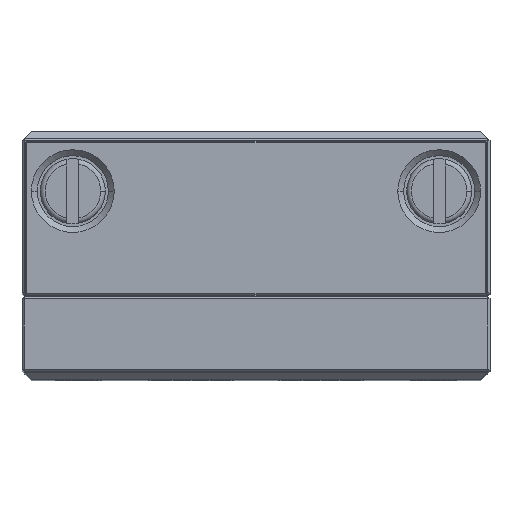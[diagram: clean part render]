
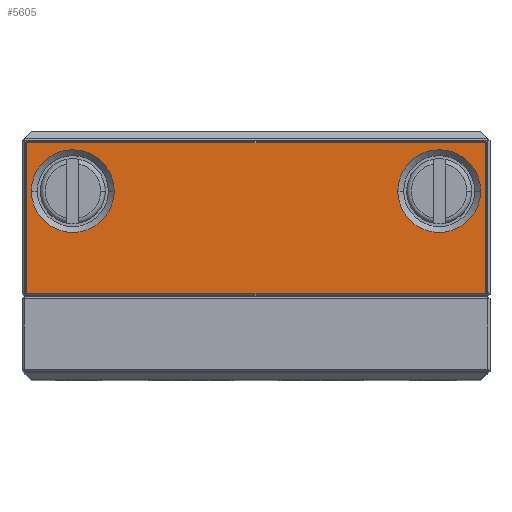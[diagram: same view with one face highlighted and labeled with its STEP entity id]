
A CAD part, top view. The second image highlights one B-rep face of the part: STEP entity #5605.
In plain terms, the highlighted planar face has unit normal (0, 0, 1).
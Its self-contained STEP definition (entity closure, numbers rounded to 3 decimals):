
#4197=FACE_BOUND('',#7710,.T.);
#4198=FACE_BOUND('',#7711,.T.);
#4199=FACE_BOUND('',#7712,.T.);
#4366=PLANE('',#22797);
#5605=ADVANCED_FACE('',(#4197,#4198,#4199),#4366,.T.);
#7710=EDGE_LOOP('',(#12831,#12832,#12833,#12834));
#7711=EDGE_LOOP('',(#12835,#12836));
#7712=EDGE_LOOP('',(#12837,#12838));
#8873=LINE('',#28546,#10796);
#8874=LINE('',#28549,#10797);
#8875=LINE('',#28551,#10798);
#8876=LINE('',#28553,#10799);
#10796=VECTOR('',#24100,1.);
#10797=VECTOR('',#24101,1.);
#10798=VECTOR('',#24102,1.);
#10799=VECTOR('',#24103,1.);
#12831=ORIENTED_EDGE('',*,*,#19803,.T.);
#12832=ORIENTED_EDGE('',*,*,#19804,.T.);
#12833=ORIENTED_EDGE('',*,*,#19805,.T.);
#12834=ORIENTED_EDGE('',*,*,#19806,.T.);
#12835=ORIENTED_EDGE('',*,*,#19733,.T.);
#12836=ORIENTED_EDGE('',*,*,#19802,.T.);
#12837=ORIENTED_EDGE('',*,*,#19737,.T.);
#12838=ORIENTED_EDGE('',*,*,#19801,.T.);
#18015=VERTEX_POINT('',#28282);
#18016=VERTEX_POINT('',#28284);
#18019=VERTEX_POINT('',#28291);
#18020=VERTEX_POINT('',#28293);
#18059=VERTEX_POINT('',#28547);
#18060=VERTEX_POINT('',#28548);
#18061=VERTEX_POINT('',#28550);
#18062=VERTEX_POINT('',#28552);
#19733=EDGE_CURVE('',#18016,#18015,#22393,.T.);
#19737=EDGE_CURVE('',#18020,#18019,#22395,.T.);
#19801=EDGE_CURVE('',#18019,#18020,#22426,.T.);
#19802=EDGE_CURVE('',#18015,#18016,#22427,.T.);
#19803=EDGE_CURVE('',#18059,#18060,#8873,.T.);
#19804=EDGE_CURVE('',#18060,#18061,#8874,.T.);
#19805=EDGE_CURVE('',#18061,#18062,#8875,.T.);
#19806=EDGE_CURVE('',#18062,#18059,#8876,.T.);
#22393=CIRCLE('',#22732,3.5);
#22395=CIRCLE('',#22735,3.5);
#22426=CIRCLE('',#22793,3.5);
#22427=CIRCLE('',#22795,3.5);
#22732=AXIS2_PLACEMENT_3D('',#28283,#23943,#23944);
#22735=AXIS2_PLACEMENT_3D('',#28292,#23951,#23952);
#22793=AXIS2_PLACEMENT_3D('',#28542,#24092,#24093);
#22795=AXIS2_PLACEMENT_3D('',#28544,#24096,#24097);
#22797=AXIS2_PLACEMENT_3D('',#28554,#24104,#24105);
#23943=DIRECTION('',(0.,0.,-1.));
#23944=DIRECTION('',(1.,0.,0.));
#23951=DIRECTION('',(0.,0.,-1.));
#23952=DIRECTION('',(1.,0.,0.));
#24092=DIRECTION('',(0.,0.,-1.));
#24093=DIRECTION('',(1.,0.,0.));
#24096=DIRECTION('',(0.,0.,-1.));
#24097=DIRECTION('',(1.,0.,0.));
#24100=DIRECTION('',(0.,-1.,0.));
#24101=DIRECTION('',(1.,0.,0.));
#24102=DIRECTION('',(0.,1.,0.));
#24103=DIRECTION('',(-1.,0.,0.));
#24104=DIRECTION('',(0.,0.,1.));
#24105=DIRECTION('',(1.,0.,0.));
#28282=CARTESIAN_POINT('',(12.,15.92,41.));
#28283=CARTESIAN_POINT('',(15.5,15.92,41.));
#28284=CARTESIAN_POINT('',(19.,15.92,41.));
#28291=CARTESIAN_POINT('',(-19.,15.92,41.));
#28292=CARTESIAN_POINT('',(-15.5,15.92,41.));
#28293=CARTESIAN_POINT('',(-12.,15.92,41.));
#28542=CARTESIAN_POINT('',(-15.5,15.92,41.));
#28544=CARTESIAN_POINT('',(15.5,15.92,41.));
#28546=CARTESIAN_POINT('',(-19.4,7.12,41.));
#28547=CARTESIAN_POINT('',(-19.4,20.02,41.));
#28548=CARTESIAN_POINT('',(-19.4,7.22,41.));
#28549=CARTESIAN_POINT('',(19.5,7.22,41.));
#28550=CARTESIAN_POINT('',(19.4,7.22,41.));
#28551=CARTESIAN_POINT('',(19.4,20.12,41.));
#28552=CARTESIAN_POINT('',(19.4,20.02,41.));
#28553=CARTESIAN_POINT('',(-19.5,20.02,41.));
#28554=CARTESIAN_POINT('',(-19.5,7.12,41.));
